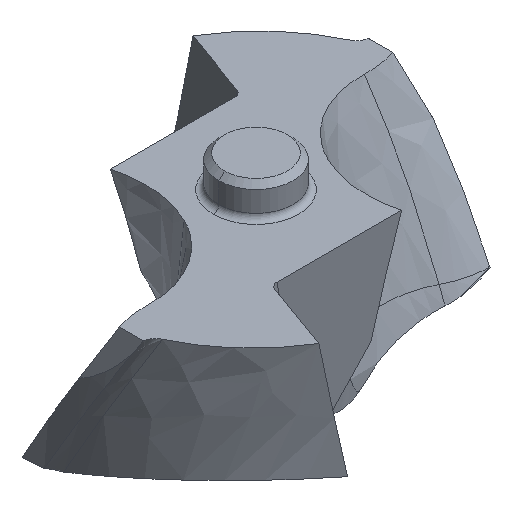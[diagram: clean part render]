
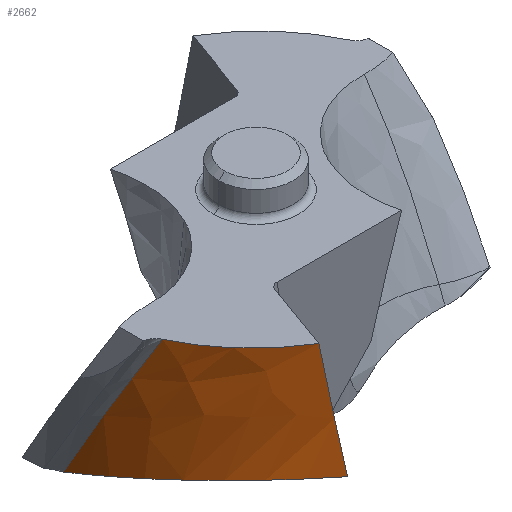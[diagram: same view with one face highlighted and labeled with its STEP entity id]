
A CAD part, isometric view. The second image highlights one B-rep face of the part: STEP entity #2662.
In plain terms, the highlighted free-form (B-spline) face has degree [3, 3] with [7, 5] control points.
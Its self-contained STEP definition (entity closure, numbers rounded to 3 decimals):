
#246=CARTESIAN_POINT('',(-2.717,-4.395,
0.));
#247=CARTESIAN_POINT('',(-3.065,-4.186,
0.));
#248=CARTESIAN_POINT('',(-3.861,-3.571,
0.));
#249=CARTESIAN_POINT('',(-4.45,-2.745,
0.));
#250=CARTESIAN_POINT('',(-4.704,-2.21,
0.));
#1032=CARTESIAN_POINT('',(-5.2,-0.077,
-3.884));
#1065=CARTESIAN_POINT('',(-2.209,-4.649,
-3.202));
#1066=CARTESIAN_POINT('',(-2.374,-4.572,
-3.171));
#1067=CARTESIAN_POINT('',(-2.693,-4.404,
-3.121));
#1068=CARTESIAN_POINT('',(-3.135,-4.11,
-3.073));
#1069=CARTESIAN_POINT('',(-3.535,-3.782,
-3.055));
#1070=CARTESIAN_POINT('',(-3.9,-3.418,
-3.063));
#1071=CARTESIAN_POINT('',(-4.236,-3.003,
-3.102));
#1072=CARTESIAN_POINT('',(-4.517,-2.574,
-3.165));
#1073=CARTESIAN_POINT('',(-4.765,-2.09,
-3.262));
#1074=CARTESIAN_POINT('',(-4.938,-1.647,
-3.371));
#1075=CARTESIAN_POINT('',(-5.081,-1.149,
-3.512));
#1076=CARTESIAN_POINT('',(-5.172,-0.626,
-3.682));
#1077=CARTESIAN_POINT('',(-5.197,-0.262,
-3.813));
#1078=CARTESIAN_POINT('',(-5.2,-0.077,
-3.884));
#1083=CARTESIAN_POINT('',(-5.2,-0.077,
-3.884));
#1084=CARTESIAN_POINT('',(-5.196,-0.492,
-3.126));
#1085=CARTESIAN_POINT('',(-5.097,-1.215,
-1.831));
#1086=CARTESIAN_POINT('',(-4.838,-1.924,
-0.536));
#1087=CARTESIAN_POINT('',(-4.704,-2.21,
0.));
#1092=CARTESIAN_POINT('',(-2.209,-4.649,
-3.202));
#1093=CARTESIAN_POINT('',(-2.233,-4.629,
-3.035));
#1094=CARTESIAN_POINT('',(-2.283,-4.59,
-2.689));
#1095=CARTESIAN_POINT('',(-2.368,-4.536,
-2.136));
#1096=CARTESIAN_POINT('',(-2.465,-4.487,
-1.523));
#1097=CARTESIAN_POINT('',(-2.58,-4.44,
-0.818));
#1098=CARTESIAN_POINT('',(-2.669,-4.41,
-0.283));
#1099=CARTESIAN_POINT('',(-2.717,-4.395,
0.));
#1349=CARTESIAN_POINT('',(-2.717,-4.395,
0.));
#1350=VERTEX_POINT('',#1349);
#1351=VERTEX_POINT('',#250);
#1384=VERTEX_POINT('',#1032);
#1385=VERTEX_POINT('',#1065);
#2619=CARTESIAN_POINT('',(-2.419,-4.598,
-3.923));
#2620=CARTESIAN_POINT('',(-2.106,-4.697,
-3.152));
#2621=CARTESIAN_POINT('',(-1.476,-4.883,
-1.832));
#2622=CARTESIAN_POINT('',(-0.679,-5.054,
-0.512));
#2623=CARTESIAN_POINT('',(-0.32,-5.117,
0.037));
#2624=CARTESIAN_POINT('',(-2.469,-4.571,
-3.923));
#2625=CARTESIAN_POINT('',(-2.158,-4.675,
-3.152));
#2626=CARTESIAN_POINT('',(-1.529,-4.869,
-1.832));
#2627=CARTESIAN_POINT('',(-0.734,-5.048,
-0.512));
#2628=CARTESIAN_POINT('',(-0.376,-5.115,
0.037));
#2629=CARTESIAN_POINT('',(-3.049,-4.255,
-3.923));
#2630=CARTESIAN_POINT('',(-2.751,-4.413,
-3.152));
#2631=CARTESIAN_POINT('',(-2.145,-4.699,
-1.832));
#2632=CARTESIAN_POINT('',(-1.373,-4.97,
-0.512));
#2633=CARTESIAN_POINT('',(-1.024,-5.075,
0.037));
#2634=CARTESIAN_POINT('',(-4.037,-3.44,
-3.923));
#2635=CARTESIAN_POINT('',(-3.784,-3.696,
-3.152));
#2636=CARTESIAN_POINT('',(-3.256,-4.149,
-1.832));
#2637=CARTESIAN_POINT('',(-2.562,-4.587,
-0.512));
#2638=CARTESIAN_POINT('',(-2.245,-4.761,
0.037));
#2639=CARTESIAN_POINT('',(-4.978,-1.844,
-3.923));
#2640=CARTESIAN_POINT('',(-4.836,-2.209,
-3.152));
#2641=CARTESIAN_POINT('',(-4.495,-2.852,
-1.832));
#2642=CARTESIAN_POINT('',(-3.989,-3.479,
-0.512));
#2643=CARTESIAN_POINT('',(-3.751,-3.731,
0.037));
#2644=CARTESIAN_POINT('',(-5.2,-0.621,
-3.923));
#2645=CARTESIAN_POINT('',(-5.152,-1.031,
-3.152));
#2646=CARTESIAN_POINT('',(-4.974,-1.748,
-1.832));
#2647=CARTESIAN_POINT('',(-4.63,-2.45,
-0.512));
#2648=CARTESIAN_POINT('',(-4.459,-2.734,
0.037));
#2649=CARTESIAN_POINT('',(-5.2,0.,
-3.923));
#2650=CARTESIAN_POINT('',(-5.203,-0.423,
-3.152));
#2651=CARTESIAN_POINT('',(-5.111,-1.163,
-1.832));
#2652=CARTESIAN_POINT('',(-4.853,-1.887,
-0.512));
#2653=CARTESIAN_POINT('',(-4.718,-2.181,
0.037));
#2654=B_SPLINE_SURFACE_WITH_KNOTS('',3,3,((#2619,#2620,#2621,#2622,#2623),
(#2624,#2625,#2626,#2627,#2628),(#2629,#2630,#2631,#2632,#2633),(#2634,#2635,
#2636,#2637,#2638),(#2639,#2640,#2641,#2642,#2643),(#2644,#2645,#2646,#2647,
#2648),(#2649,#2650,#2651,#2652,#2653)),.UNSPECIFIED.,.F.,.F.,.F.,(4,1,1,1,4),
(4,1,4),(0.226,0.25,0.5,0.75,1.008),(
0.077,2.749,4.649),.UNSPECIFIED.);
#2655=ORIENTED_EDGE('',*,*,#1998,.T.);
#2656=ORIENTED_EDGE('',*,*,#2610,.T.);
#2657=ORIENTED_EDGE('',*,*,#1639,.F.);
#2659=ORIENTED_EDGE('',*,*,#2658,.F.);
#2660=EDGE_LOOP('',(#2655,#2656,#2657,#2659));
#2661=FACE_OUTER_BOUND('',#2660,.F.);
#251=B_SPLINE_CURVE_WITH_KNOTS('',3,(#246,#247,#248,#249,#250),.UNSPECIFIED.,
.F.,.F.,(4,1,4),(0.,0.407,1.),.UNSPECIFIED.);
#1079=B_SPLINE_CURVE_WITH_KNOTS('',3,(#1065,#1066,#1067,#1068,#1069,#1070,#1071,
#1072,#1073,#1074,#1075,#1076,#1077,#1078),.UNSPECIFIED.,.F.,.F.,(4,1,1,1,1,1,1,
1,1,1,1,4),(0.,0.091,0.182,0.273,
0.364,0.455,0.545,0.636,
0.727,0.818,0.909,1.),.UNSPECIFIED.);
#1088=B_SPLINE_CURVE_WITH_KNOTS('',3,(#1083,#1084,#1085,#1086,#1087),
.UNSPECIFIED.,.F.,.F.,(4,1,4),(0.,0.586,1.),.UNSPECIFIED.);
#1100=B_SPLINE_CURVE_WITH_KNOTS('',3,(#1092,#1093,#1094,#1095,#1096,#1097,#1098,
#1099),.UNSPECIFIED.,.F.,.F.,(4,1,1,1,1,4),(0.,0.2,0.4,0.6,0.8,1.),
.UNSPECIFIED.);
#1639=EDGE_CURVE('',#1350,#1351,#251,.T.);
#1998=EDGE_CURVE('',#1385,#1384,#1079,.T.);
#2610=EDGE_CURVE('',#1384,#1351,#1088,.T.);
#2658=EDGE_CURVE('',#1385,#1350,#1100,.T.);
#2662=ADVANCED_FACE('',(#2661),#2654,.F.);
